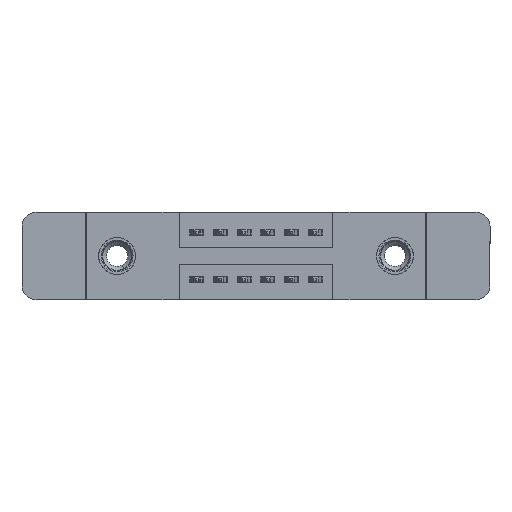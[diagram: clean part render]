
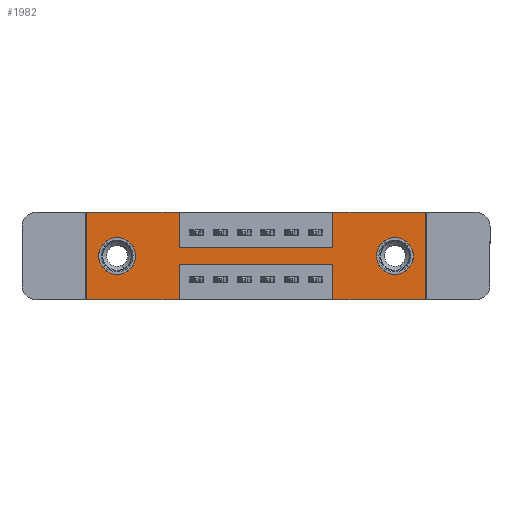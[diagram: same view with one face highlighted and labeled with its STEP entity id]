
A CAD part, front view. The second image highlights one B-rep face of the part: STEP entity #1982.
In plain terms, the highlighted planar face has unit normal (0, -1, 0).
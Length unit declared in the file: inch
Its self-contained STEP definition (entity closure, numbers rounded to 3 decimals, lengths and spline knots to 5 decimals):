
#56 = EDGE_CURVE ( 'NONE', #12841, #10749, #204, .T. ) ;
#129 = CARTESIAN_POINT ( 'NONE',  ( 0., 0., 0. ) ) ;
#177 = DIRECTION ( 'NONE',  ( 1., 0., 0. ) ) ;
#204 = CIRCLE ( 'NONE', #1458, 0.078 ) ;
#211 = CARTESIAN_POINT ( 'NONE',  ( 1.0425, 0., 0. ) ) ;
#247 = CARTESIAN_POINT ( 'NONE',  ( 1.305, 0., -0.107 ) ) ;
#335 = LINE ( 'NONE', #7318, #9779 ) ;
#366 = ORIENTED_EDGE ( 'NONE', *, *, #5401, .T. ) ;
#790 = VERTEX_POINT ( 'NONE', #11416 ) ;
#802 = DIRECTION ( 'NONE',  ( 0., 0., -1. ) ) ;
#806 = CARTESIAN_POINT ( 'NONE',  ( 1.435, 0., 0. ) ) ;
#945 = EDGE_CURVE ( 'NONE', #6835, #11564, #5169, .T. ) ;
#1132 = VERTEX_POINT ( 'NONE', #12121 ) ;
#1258 = EDGE_LOOP ( 'NONE', ( #366, #9161 ) ) ;
#1310 = VERTEX_POINT ( 'NONE', #6575 ) ;
#1458 = AXIS2_PLACEMENT_3D ( 'NONE', #1693, #10805, #6299 ) ;
#1693 = CARTESIAN_POINT ( 'NONE',  ( 0.13, 0., -0.185 ) ) ;
#1901 = ORIENTED_EDGE ( 'NONE', *, *, #14492, .F. ) ;
#1925 = AXIS2_PLACEMENT_3D ( 'NONE', #13237, #12098, #7538 ) ;
#1941 = VECTOR ( 'NONE', #177, 39.37008 ) ;
#1982 = ADVANCED_FACE ( 'NONE', ( #3546, #13357, #3913 ), #3460, .T. ) ;
#2076 = CARTESIAN_POINT ( 'NONE',  ( 0.13, 0., -0.263 ) ) ;
#2082 = CARTESIAN_POINT ( 'NONE',  ( 0., 0., -0.37 ) ) ;
#2143 = VECTOR ( 'NONE', #7822, 39.37008 ) ;
#2248 = CARTESIAN_POINT ( 'NONE',  ( 0., 0., -0.37 ) ) ;
#2294 = DIRECTION ( 'NONE',  ( 0., 1., 0. ) ) ;
#2319 = LINE ( 'NONE', #14603, #2143 ) ;
#2504 = DIRECTION ( 'NONE',  ( -1., 0., 0. ) ) ;
#2514 = CARTESIAN_POINT ( 'NONE',  ( 0.3925, 0., 0. ) ) ;
#2759 = LINE ( 'NONE', #4998, #13658 ) ;
#2894 = EDGE_LOOP ( 'NONE', ( #4835, #11380, #7008, #7367, #7411, #4281, #7453, #8427, #11493, #1901, #14553, #7953 ) ) ;
#2930 = AXIS2_PLACEMENT_3D ( 'NONE', #9126, #2294, #13526 ) ;
#3261 = LINE ( 'NONE', #9371, #3994 ) ;
#3357 = DIRECTION ( 'NONE',  ( 0., 0., -1. ) ) ;
#3460 = PLANE ( 'NONE',  #11627 ) ;
#3546 = FACE_BOUND ( 'NONE', #1258, .T. ) ;
#3612 = LINE ( 'NONE', #13786, #5929 ) ;
#3763 = VECTOR ( 'NONE', #7180, 39.37008 ) ;
#3913 = FACE_OUTER_BOUND ( 'NONE', #2894, .T. ) ;
#3994 = VECTOR ( 'NONE', #6069, 39.37008 ) ;
#4269 = EDGE_CURVE ( 'NONE', #6923, #12290, #8815, .T. ) ;
#4281 = ORIENTED_EDGE ( 'NONE', *, *, #12809, .F. ) ;
#4305 = DIRECTION ( 'NONE',  ( 0., 0., 1. ) ) ;
#4415 = EDGE_CURVE ( 'NONE', #7067, #7967, #2759, .T. ) ;
#4643 = VECTOR ( 'NONE', #13115, 39.37008 ) ;
#4835 = ORIENTED_EDGE ( 'NONE', *, *, #4269, .F. ) ;
#4998 = CARTESIAN_POINT ( 'NONE',  ( 1.0425, 0., -0.37 ) ) ;
#5169 = LINE ( 'NONE', #2514, #3763 ) ;
#5279 = DIRECTION ( 'NONE',  ( 0., 0., 1. ) ) ;
#5336 = VERTEX_POINT ( 'NONE', #9080 ) ;
#5401 = EDGE_CURVE ( 'NONE', #11638, #790, #6808, .T. ) ;
#5929 = VECTOR ( 'NONE', #10480, 39.37008 ) ;
#6069 = DIRECTION ( 'NONE',  ( 0., 0., 1. ) ) ;
#6299 = DIRECTION ( 'NONE',  ( 0., 0., 1. ) ) ;
#6402 = LINE ( 'NONE', #806, #7455 ) ;
#6575 = CARTESIAN_POINT ( 'NONE',  ( 1.435, 0., -0.37 ) ) ;
#6808 = CIRCLE ( 'NONE', #2930, 0.078 ) ;
#6835 = VERTEX_POINT ( 'NONE', #11299 ) ;
#6860 = CARTESIAN_POINT ( 'NONE',  ( 0.13, 0., -0.185 ) ) ;
#6923 = VERTEX_POINT ( 'NONE', #9333 ) ;
#7008 = ORIENTED_EDGE ( 'NONE', *, *, #4415, .F. ) ;
#7067 = VERTEX_POINT ( 'NONE', #9916 ) ;
#7086 = EDGE_CURVE ( 'NONE', #11980, #1310, #6402, .T. ) ;
#7180 = DIRECTION ( 'NONE',  ( 0., 0., -1. ) ) ;
#7318 = CARTESIAN_POINT ( 'NONE',  ( 1.0425, 0., 0. ) ) ;
#7367 = ORIENTED_EDGE ( 'NONE', *, *, #11983, .F. ) ;
#7372 = LINE ( 'NONE', #9765, #13441 ) ;
#7411 = ORIENTED_EDGE ( 'NONE', *, *, #7086, .F. ) ;
#7453 = ORIENTED_EDGE ( 'NONE', *, *, #14709, .F. ) ;
#7455 = VECTOR ( 'NONE', #11082, 39.37008 ) ;
#7538 = DIRECTION ( 'NONE',  ( 0., 0., -1. ) ) ;
#7639 = CARTESIAN_POINT ( 'NONE',  ( 0.3925, 0., -0.37 ) ) ;
#7757 = EDGE_LOOP ( 'NONE', ( #8646, #8944 ) ) ;
#7822 = DIRECTION ( 'NONE',  ( -1., 0., 0. ) ) ;
#7860 = LINE ( 'NONE', #14303, #4643 ) ;
#7953 = ORIENTED_EDGE ( 'NONE', *, *, #13745, .F. ) ;
#7967 = VERTEX_POINT ( 'NONE', #8769 ) ;
#8016 = LINE ( 'NONE', #129, #1941 ) ;
#8427 = ORIENTED_EDGE ( 'NONE', *, *, #10072, .F. ) ;
#8646 = ORIENTED_EDGE ( 'NONE', *, *, #56, .T. ) ;
#8769 = CARTESIAN_POINT ( 'NONE',  ( 1.0425, 0., -0.22 ) ) ;
#8815 = LINE ( 'NONE', #7639, #9172 ) ;
#8944 = ORIENTED_EDGE ( 'NONE', *, *, #13301, .T. ) ;
#9080 = CARTESIAN_POINT ( 'NONE',  ( 1.0425, 0., -0.15 ) ) ;
#9126 = CARTESIAN_POINT ( 'NONE',  ( 1.305, 0., -0.185 ) ) ;
#9161 = ORIENTED_EDGE ( 'NONE', *, *, #11311, .T. ) ;
#9172 = VECTOR ( 'NONE', #802, 39.37008 ) ;
#9333 = CARTESIAN_POINT ( 'NONE',  ( 0.3925, 0., -0.22 ) ) ;
#9371 = CARTESIAN_POINT ( 'NONE',  ( 0., 0., 0. ) ) ;
#9591 = VERTEX_POINT ( 'NONE', #10435 ) ;
#9765 = CARTESIAN_POINT ( 'NONE',  ( 0.3925, 0., -0.15 ) ) ;
#9779 = VECTOR ( 'NONE', #4305, 39.37008 ) ;
#9867 = VERTEX_POINT ( 'NONE', #211 ) ;
#9913 = EDGE_CURVE ( 'NONE', #1132, #9591, #3261, .T. ) ;
#9916 = CARTESIAN_POINT ( 'NONE',  ( 1.0425, 0., -0.37 ) ) ;
#10072 = EDGE_CURVE ( 'NONE', #11564, #5336, #7372, .T. ) ;
#10422 = CARTESIAN_POINT ( 'NONE',  ( 0.13, 0., -0.107 ) ) ;
#10435 = CARTESIAN_POINT ( 'NONE',  ( 0., 0., 0. ) ) ;
#10480 = DIRECTION ( 'NONE',  ( 1., 0., 0. ) ) ;
#10749 = VERTEX_POINT ( 'NONE', #2076 ) ;
#10805 = DIRECTION ( 'NONE',  ( 0., 1., 0. ) ) ;
#11082 = DIRECTION ( 'NONE',  ( 0., 0., -1. ) ) ;
#11299 = CARTESIAN_POINT ( 'NONE',  ( 0.3925, 0., 0. ) ) ;
#11311 = EDGE_CURVE ( 'NONE', #790, #11638, #13069, .T. ) ;
#11380 = ORIENTED_EDGE ( 'NONE', *, *, #13634, .F. ) ;
#11416 = CARTESIAN_POINT ( 'NONE',  ( 1.305, 0., -0.263 ) ) ;
#11434 = DIRECTION ( 'NONE',  ( 0., 1., 0. ) ) ;
#11493 = ORIENTED_EDGE ( 'NONE', *, *, #945, .F. ) ;
#11564 = VERTEX_POINT ( 'NONE', #12725 ) ;
#11617 = CARTESIAN_POINT ( 'NONE',  ( 0.3925, 0., -0.37 ) ) ;
#11627 = AXIS2_PLACEMENT_3D ( 'NONE', #2248, #14768, #3357 ) ;
#11638 = VERTEX_POINT ( 'NONE', #247 ) ;
#11980 = VERTEX_POINT ( 'NONE', #13681 ) ;
#11983 = EDGE_CURVE ( 'NONE', #1310, #7067, #13947, .T. ) ;
#12098 = DIRECTION ( 'NONE',  ( 0., 1., 0. ) ) ;
#12121 = CARTESIAN_POINT ( 'NONE',  ( 0., 0., -0.37 ) ) ;
#12180 = VECTOR ( 'NONE', #2504, 39.37008 ) ;
#12290 = VERTEX_POINT ( 'NONE', #11617 ) ;
#12440 = DIRECTION ( 'NONE',  ( 0., 0., 1. ) ) ;
#12725 = CARTESIAN_POINT ( 'NONE',  ( 0.3925, 0., -0.15 ) ) ;
#12809 = EDGE_CURVE ( 'NONE', #9867, #11980, #3612, .T. ) ;
#12841 = VERTEX_POINT ( 'NONE', #10422 ) ;
#13069 = CIRCLE ( 'NONE', #1925, 0.078 ) ;
#13115 = DIRECTION ( 'NONE',  ( -1., 0., 0. ) ) ;
#13237 = CARTESIAN_POINT ( 'NONE',  ( 1.305, 0., -0.185 ) ) ;
#13240 = CIRCLE ( 'NONE', #13515, 0.078 ) ;
#13280 = DIRECTION ( 'NONE',  ( 1., 0., 0. ) ) ;
#13301 = EDGE_CURVE ( 'NONE', #10749, #12841, #13240, .T. ) ;
#13357 = FACE_BOUND ( 'NONE', #7757, .T. ) ;
#13441 = VECTOR ( 'NONE', #13280, 39.37008 ) ;
#13515 = AXIS2_PLACEMENT_3D ( 'NONE', #6860, #11434, #12440 ) ;
#13526 = DIRECTION ( 'NONE',  ( 0., 0., -1. ) ) ;
#13634 = EDGE_CURVE ( 'NONE', #7967, #6923, #7860, .T. ) ;
#13658 = VECTOR ( 'NONE', #5279, 39.37008 ) ;
#13681 = CARTESIAN_POINT ( 'NONE',  ( 1.435, 0., 0. ) ) ;
#13745 = EDGE_CURVE ( 'NONE', #12290, #1132, #2319, .T. ) ;
#13786 = CARTESIAN_POINT ( 'NONE',  ( 0., 0., 0. ) ) ;
#13947 = LINE ( 'NONE', #2082, #12180 ) ;
#14303 = CARTESIAN_POINT ( 'NONE',  ( 0.3925, 0., -0.22 ) ) ;
#14492 = EDGE_CURVE ( 'NONE', #9591, #6835, #8016, .T. ) ;
#14553 = ORIENTED_EDGE ( 'NONE', *, *, #9913, .F. ) ;
#14603 = CARTESIAN_POINT ( 'NONE',  ( 0., 0., -0.37 ) ) ;
#14709 = EDGE_CURVE ( 'NONE', #5336, #9867, #335, .T. ) ;
#14768 = DIRECTION ( 'NONE',  ( 0., -1., 0. ) ) ;
